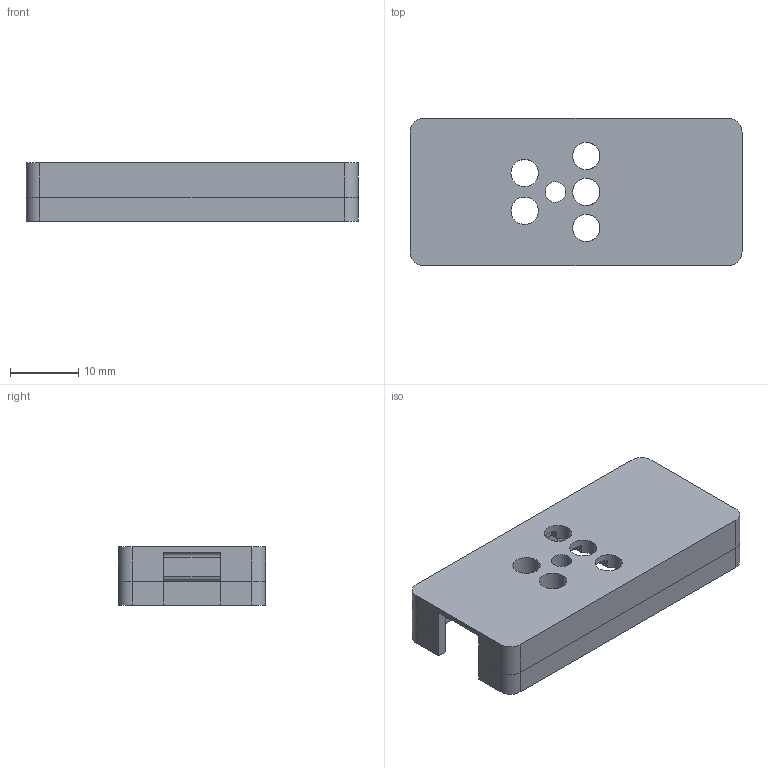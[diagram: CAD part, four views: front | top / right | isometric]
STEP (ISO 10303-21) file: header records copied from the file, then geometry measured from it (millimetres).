
FILE_DESCRIPTION(('FreeCAD Model'),'2;1');
FILE_NAME('Hodgkin_Housing_Top.step','2019-10-10T16:11:09',('Author'),(''), 'Open CASCADE STEP processor 7.3','FreeCAD','Unknown');
FILE_SCHEMA(('AUTOMOTIVE_DESIGN { 1 0 10303 214 1 1 1 1 }'));
Length unit declared in the file: millimetre
Products named in the file (1): Fillet001
Bounding box: 48.5 x 21.5 x 8.5 mm (x, y, z)
Volume: 4166.6 mm3; surface area: 4053.2 mm2
Topology: 1 solids, 1 shells, 77 faces, 215 edges, 138 vertices
Faces by surface type: plane 53, cylinder 24
Full cylindrical faces by diameter (mm): 3 x1, 4 x5
Entity records: 2498 total; most frequent: CARTESIAN_POINT 431, ORIENTED_EDGE 430, DIRECTION 423, EDGE_CURVE 215, LINE 163, VECTOR 163, VERTEX_POINT 138, AXIS2_PLACEMENT_3D 130
